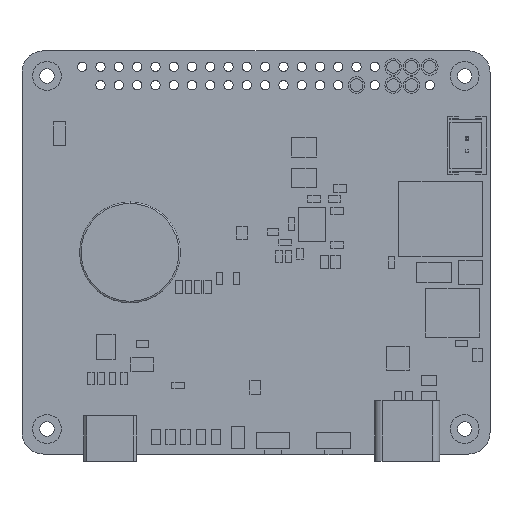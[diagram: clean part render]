
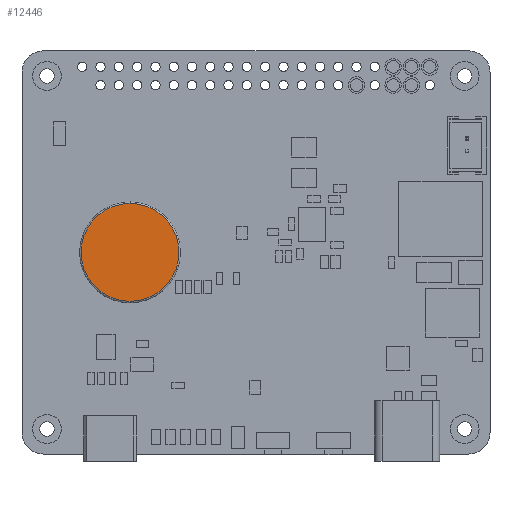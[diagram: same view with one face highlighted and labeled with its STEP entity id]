
A CAD part, front view. The second image highlights one B-rep face of the part: STEP entity #12446.
In plain terms, the highlighted planar face has unit normal (0, -1, 0).
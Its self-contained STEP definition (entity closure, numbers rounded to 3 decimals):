
#419 = CIRCLE ( 'NONE', #8492, 6.8 ) ;
#2276 = VERTEX_POINT ( 'NONE', #3614 ) ;
#2991 = EDGE_LOOP ( 'NONE', ( #8484, #8254 ) ) ;
#3614 = CARTESIAN_POINT ( 'NONE',  ( -17.5, -2., 6.8 ) ) ;
#4226 = DIRECTION ( 'NONE',  ( 0., -1., 0. ) ) ;
#5325 = CARTESIAN_POINT ( 'NONE',  ( -17.5, -2., 0. ) ) ;
#5412 = DIRECTION ( 'NONE',  ( 0., 0., -1. ) ) ;
#5840 = DIRECTION ( 'NONE',  ( 0., 0., -1. ) ) ;
#5883 = DIRECTION ( 'NONE',  ( 0., 0., -1. ) ) ;
#5972 = CIRCLE ( 'NONE', #11548, 6.8 ) ;
#8254 = ORIENTED_EDGE ( 'NONE', *, *, #12679, .T. ) ;
#8484 = ORIENTED_EDGE ( 'NONE', *, *, #13240, .T. ) ;
#8492 = AXIS2_PLACEMENT_3D ( 'NONE', #11698, #9324, #5840 ) ;
#8675 = VERTEX_POINT ( 'NONE', #9754 ) ;
#9324 = DIRECTION ( 'NONE',  ( 0., -1., 0. ) ) ;
#9521 = PLANE ( 'NONE',  #11024 ) ;
#9754 = CARTESIAN_POINT ( 'NONE',  ( -17.5, -2., -6.8 ) ) ;
#10474 = CARTESIAN_POINT ( 'NONE',  ( -17.5, -2., 0. ) ) ;
#10620 = DIRECTION ( 'NONE',  ( 0., -1., 0. ) ) ;
#11024 = AXIS2_PLACEMENT_3D ( 'NONE', #10474, #10620, #5883 ) ;
#11548 = AXIS2_PLACEMENT_3D ( 'NONE', #5325, #4226, #5412 ) ;
#11698 = CARTESIAN_POINT ( 'NONE',  ( -17.5, -2., 0. ) ) ;
#12446 = ADVANCED_FACE ( 'NONE', ( #13157 ), #9521, .T. ) ;
#12679 = EDGE_CURVE ( 'NONE', #2276, #8675, #5972, .T. ) ;
#13157 = FACE_OUTER_BOUND ( 'NONE', #2991, .T. ) ;
#13240 = EDGE_CURVE ( 'NONE', #8675, #2276, #419, .T. ) ;
